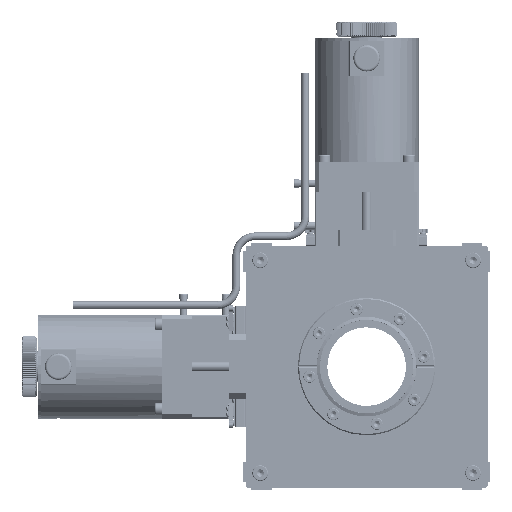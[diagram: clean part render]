
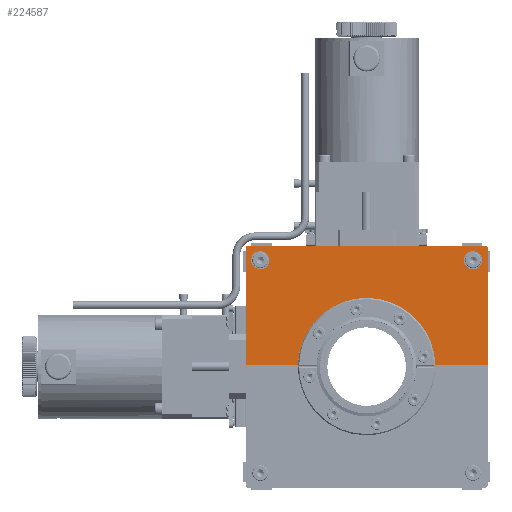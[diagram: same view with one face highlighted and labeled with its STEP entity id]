
A CAD part, front view. The second image highlights one B-rep face of the part: STEP entity #224587.
In plain terms, the highlighted planar face has unit normal (0, -1, 0).
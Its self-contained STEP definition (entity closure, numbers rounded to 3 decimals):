
#5465 = ORIENTED_EDGE ( 'NONE', *, *, #56526, .T. ) ;
#10760 = DIRECTION ( 'NONE',  ( 1., 0., 0. ) ) ;
#12726 = CARTESIAN_POINT ( 'NONE',  ( 100., 0., 1. ) ) ;
#18642 = LINE ( 'NONE', #154786, #252785 ) ;
#20536 = DIRECTION ( 'NONE',  ( -0.707, 0., 0.707 ) ) ;
#21462 = CARTESIAN_POINT ( 'NONE',  ( -100., 0., 1. ) ) ;
#24046 = DIRECTION ( 'NONE',  ( -1., 0., 0. ) ) ;
#24784 = CARTESIAN_POINT ( 'NONE',  ( 56.841, 0., 1. ) ) ;
#27963 = CARTESIAN_POINT ( 'NONE',  ( -100., 0., 1. ) ) ;
#30211 = DIRECTION ( 'NONE',  ( 0., 1., 0. ) ) ;
#39280 = ORIENTED_EDGE ( 'NONE', *, *, #76604, .F. ) ;
#43303 = VECTOR ( 'NONE', #100877, 1000. ) ;
#44239 = DIRECTION ( 'NONE',  ( 1., 0., 0. ) ) ;
#51824 = EDGE_CURVE ( 'NONE', #236687, #123295, #112151, .T. ) ;
#51988 = PLANE ( 'NONE',  #265701 ) ;
#52526 = CARTESIAN_POINT ( 'NONE',  ( -99., 0., 100. ) ) ;
#54302 = CARTESIAN_POINT ( 'NONE',  ( -56.841, 0., 1. ) ) ;
#56526 = EDGE_CURVE ( 'NONE', #207667, #212740, #18642, .T. ) ;
#70147 = EDGE_CURVE ( 'NONE', #155932, #211710, #171087, .T. ) ;
#72663 = EDGE_CURVE ( 'NONE', #192055, #207667, #218440, .T. ) ;
#73044 = CIRCLE ( 'NONE', #149683, 7.5 ) ;
#76428 = ORIENTED_EDGE ( 'NONE', *, *, #70147, .T. ) ;
#76604 = EDGE_CURVE ( 'NONE', #78656, #231219, #90908, .T. ) ;
#77892 = CARTESIAN_POINT ( 'NONE',  ( 0., 0., 0. ) ) ;
#78075 = CARTESIAN_POINT ( 'NONE',  ( -100., 0., 1. ) ) ;
#78656 = VERTEX_POINT ( 'NONE', #271416 ) ;
#81272 = CARTESIAN_POINT ( 'NONE',  ( 99., 0., 100. ) ) ;
#87143 = ORIENTED_EDGE ( 'NONE', *, *, #51824, .F. ) ;
#87496 = CIRCLE ( 'NONE', #225638, 7.5 ) ;
#89102 = DIRECTION ( 'NONE',  ( 0., -1., 0. ) ) ;
#90908 = CIRCLE ( 'NONE', #214130, 7.5 ) ;
#92248 = FACE_BOUND ( 'NONE', #181552, .T. ) ;
#94426 = CARTESIAN_POINT ( 'NONE',  ( 88., 0., 88. ) ) ;
#96088 = CARTESIAN_POINT ( 'NONE',  ( -88., 0., 88. ) ) ;
#100683 = DIRECTION ( 'NONE',  ( 1., 0., 0. ) ) ;
#100877 = DIRECTION ( 'NONE',  ( 1., 0., 0. ) ) ;
#103272 = DIRECTION ( 'NONE',  ( 0., 0., 1. ) ) ;
#106322 = VERTEX_POINT ( 'NONE', #54302 ) ;
#112151 = CIRCLE ( 'NONE', #169744, 7.5 ) ;
#115675 = EDGE_LOOP ( 'NONE', ( #144191, #232029, #5465, #246379, #141174, #76428, #186707, #246979 ) ) ;
#116007 = LINE ( 'NONE', #21462, #169285 ) ;
#117274 = DIRECTION ( 'NONE',  ( 1., 0., 0. ) ) ;
#118989 = DIRECTION ( 'NONE',  ( 1., 0., 0. ) ) ;
#119009 = VECTOR ( 'NONE', #24046, 1000. ) ;
#123295 = VERTEX_POINT ( 'NONE', #280780 ) ;
#132311 = CARTESIAN_POINT ( 'NONE',  ( -95.5, 0., 88. ) ) ;
#137876 = CARTESIAN_POINT ( 'NONE',  ( -100., 0., 99. ) ) ;
#141174 = ORIENTED_EDGE ( 'NONE', *, *, #276059, .F. ) ;
#144191 = ORIENTED_EDGE ( 'NONE', *, *, #185700, .T. ) ;
#145571 = LINE ( 'NONE', #157386, #205925 ) ;
#146633 = DIRECTION ( 'NONE',  ( 0., -1., 0. ) ) ;
#147033 = EDGE_CURVE ( 'NONE', #123295, #236687, #73044, .T. ) ;
#148884 = VERTEX_POINT ( 'NONE', #81272 ) ;
#149683 = AXIS2_PLACEMENT_3D ( 'NONE', #94426, #253133, #117274 ) ;
#154786 = CARTESIAN_POINT ( 'NONE',  ( -100., 0., 1. ) ) ;
#155932 = VERTEX_POINT ( 'NONE', #24784 ) ;
#157386 = CARTESIAN_POINT ( 'NONE',  ( 100., 0., 99. ) ) ;
#159876 = CARTESIAN_POINT ( 'NONE',  ( -100., 0., 100. ) ) ;
#162469 = CIRCLE ( 'NONE', #243722, 56.85 ) ;
#166065 = CARTESIAN_POINT ( 'NONE',  ( -100., 0., 100. ) ) ;
#169285 = VECTOR ( 'NONE', #44239, 1000. ) ;
#169744 = AXIS2_PLACEMENT_3D ( 'NONE', #225025, #89102, #247755 ) ;
#171087 = LINE ( 'NONE', #78075, #43303 ) ;
#172774 = CARTESIAN_POINT ( 'NONE',  ( 100., 0., 1. ) ) ;
#175284 = EDGE_CURVE ( 'NONE', #198882, #148884, #145571, .T. ) ;
#180286 = LINE ( 'NONE', #172774, #293876 ) ;
#181552 = EDGE_LOOP ( 'NONE', ( #87143, #268135 ) ) ;
#185700 = EDGE_CURVE ( 'NONE', #148884, #192055, #246786, .T. ) ;
#186707 = ORIENTED_EDGE ( 'NONE', *, *, #233002, .T. ) ;
#188515 = DIRECTION ( 'NONE',  ( -0.707, 0., -0.707 ) ) ;
#188930 = DIRECTION ( 'NONE',  ( -1., 0., 0. ) ) ;
#189662 = EDGE_CURVE ( 'NONE', #231219, #78656, #87496, .T. ) ;
#192055 = VERTEX_POINT ( 'NONE', #255987 ) ;
#198882 = VERTEX_POINT ( 'NONE', #226044 ) ;
#205876 = FACE_OUTER_BOUND ( 'NONE', #115675, .T. ) ;
#205925 = VECTOR ( 'NONE', #20536, 1000. ) ;
#207667 = VERTEX_POINT ( 'NONE', #137876 ) ;
#211710 = VERTEX_POINT ( 'NONE', #12726 ) ;
#212740 = VERTEX_POINT ( 'NONE', #27963 ) ;
#214130 = AXIS2_PLACEMENT_3D ( 'NONE', #96088, #254836, #118989 ) ;
#218133 = EDGE_LOOP ( 'NONE', ( #39280, #275237 ) ) ;
#218440 = LINE ( 'NONE', #52526, #278850 ) ;
#224587 = ADVANCED_FACE ( 'NONE', ( #266210, #92248, #205876 ), #51988, .F. ) ;
#225025 = CARTESIAN_POINT ( 'NONE',  ( 88., 0., 88. ) ) ;
#225638 = AXIS2_PLACEMENT_3D ( 'NONE', #282647, #146633, #10760 ) ;
#226044 = CARTESIAN_POINT ( 'NONE',  ( 100., 0., 99. ) ) ;
#231219 = VERTEX_POINT ( 'NONE', #132311 ) ;
#232029 = ORIENTED_EDGE ( 'NONE', *, *, #72663, .T. ) ;
#233002 = EDGE_CURVE ( 'NONE', #211710, #198882, #180286, .T. ) ;
#236581 = DIRECTION ( 'NONE',  ( 0., -1., 0. ) ) ;
#236687 = VERTEX_POINT ( 'NONE', #265118 ) ;
#243722 = AXIS2_PLACEMENT_3D ( 'NONE', #77892, #236581, #100683 ) ;
#245928 = DIRECTION ( 'NONE',  ( 0., 0., -1. ) ) ;
#246379 = ORIENTED_EDGE ( 'NONE', *, *, #284389, .T. ) ;
#246786 = LINE ( 'NONE', #159876, #119009 ) ;
#246979 = ORIENTED_EDGE ( 'NONE', *, *, #175284, .T. ) ;
#247755 = DIRECTION ( 'NONE',  ( 1., 0., 0. ) ) ;
#252785 = VECTOR ( 'NONE', #245928, 1000. ) ;
#253133 = DIRECTION ( 'NONE',  ( 0., -1., 0. ) ) ;
#254836 = DIRECTION ( 'NONE',  ( 0., -1., 0. ) ) ;
#255987 = CARTESIAN_POINT ( 'NONE',  ( -99., 0., 100. ) ) ;
#265118 = CARTESIAN_POINT ( 'NONE',  ( 95.5, 0., 88. ) ) ;
#265701 = AXIS2_PLACEMENT_3D ( 'NONE', #166065, #30211, #188930 ) ;
#266210 = FACE_BOUND ( 'NONE', #218133, .T. ) ;
#268135 = ORIENTED_EDGE ( 'NONE', *, *, #147033, .F. ) ;
#271416 = CARTESIAN_POINT ( 'NONE',  ( -80.5, 0., 88. ) ) ;
#275237 = ORIENTED_EDGE ( 'NONE', *, *, #189662, .F. ) ;
#276059 = EDGE_CURVE ( 'NONE', #155932, #106322, #162469, .T. ) ;
#278850 = VECTOR ( 'NONE', #188515, 1000. ) ;
#280780 = CARTESIAN_POINT ( 'NONE',  ( 80.5, 0., 88. ) ) ;
#282647 = CARTESIAN_POINT ( 'NONE',  ( -88., 0., 88. ) ) ;
#284389 = EDGE_CURVE ( 'NONE', #212740, #106322, #116007, .T. ) ;
#293876 = VECTOR ( 'NONE', #103272, 1000. ) ;
